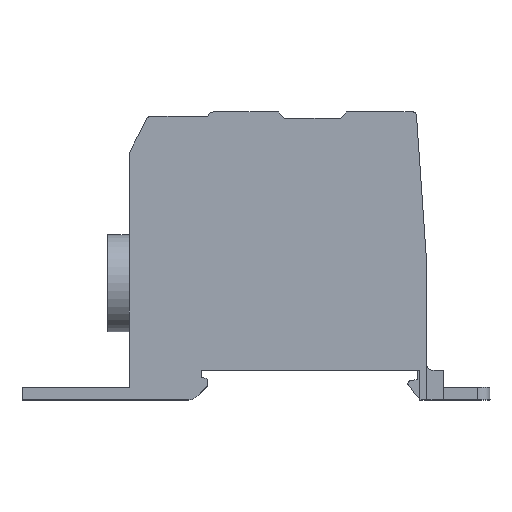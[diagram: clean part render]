
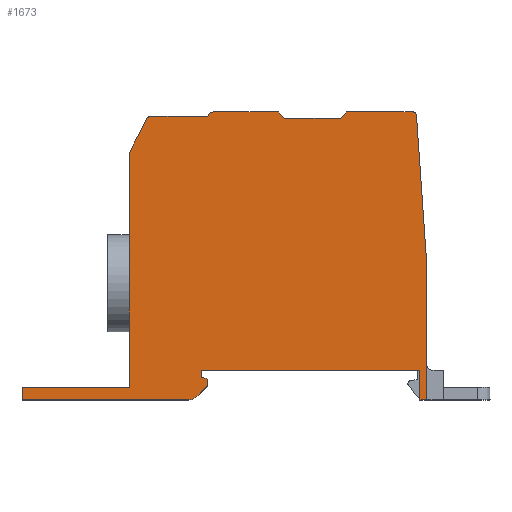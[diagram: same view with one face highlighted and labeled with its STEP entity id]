
A CAD part, top view. The second image highlights one B-rep face of the part: STEP entity #1673.
In plain terms, the highlighted planar face has unit normal (0, 0, 1).
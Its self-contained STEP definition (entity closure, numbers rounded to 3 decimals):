
#27=LINE('',#2415,#192);
#36=LINE('',#2433,#201);
#40=LINE('',#2446,#205);
#42=LINE('',#2450,#207);
#45=LINE('',#2457,#210);
#65=LINE('',#2505,#230);
#68=LINE('',#2512,#233);
#71=LINE('',#2518,#236);
#75=LINE('',#2530,#240);
#78=LINE('',#2536,#243);
#84=LINE('',#2552,#249);
#86=LINE('',#2556,#251);
#89=LINE('',#2562,#254);
#92=LINE('',#2568,#257);
#94=LINE('',#2571,#259);
#141=LINE('',#2682,#306);
#151=LINE('',#2715,#316);
#174=LINE('',#2768,#339);
#177=LINE('',#2774,#342);
#180=LINE('',#2780,#345);
#181=LINE('',#2782,#346);
#182=LINE('',#2784,#347);
#183=LINE('',#2786,#348);
#184=LINE('',#2788,#349);
#192=VECTOR('',#1964,1000.);
#201=VECTOR('',#1975,1000.);
#205=VECTOR('',#1985,1000.);
#207=VECTOR('',#1989,1000.);
#210=VECTOR('',#1994,1000.);
#230=VECTOR('',#2038,1000.);
#233=VECTOR('',#2043,1000.);
#236=VECTOR('',#2048,1000.);
#240=VECTOR('',#2060,1000.);
#243=VECTOR('',#2065,1000.);
#249=VECTOR('',#2079,1000.);
#251=VECTOR('',#2083,1000.);
#254=VECTOR('',#2088,1000.);
#257=VECTOR('',#2093,1000.);
#259=VECTOR('',#2097,1000.);
#306=VECTOR('',#2188,1000.);
#316=VECTOR('',#2232,1000.);
#339=VECTOR('',#2287,1000.);
#342=VECTOR('',#2292,1000.);
#345=VECTOR('',#2297,1000.);
#346=VECTOR('',#2300,1000.);
#347=VECTOR('',#2303,1000.);
#348=VECTOR('',#2306,1000.);
#349=VECTOR('',#2309,1000.);
#789=ORIENTED_EDGE('',*,*,#1043,.F.);
#790=ORIENTED_EDGE('',*,*,#1040,.F.);
#791=ORIENTED_EDGE('',*,*,#1019,.T.);
#792=ORIENTED_EDGE('',*,*,#1047,.T.);
#793=ORIENTED_EDGE('',*,*,#1015,.F.);
#794=ORIENTED_EDGE('',*,*,#1050,.F.);
#795=ORIENTED_EDGE('',*,*,#907,.F.);
#796=ORIENTED_EDGE('',*,*,#880,.F.);
#797=ORIENTED_EDGE('',*,*,#878,.F.);
#798=ORIENTED_EDGE('',*,*,#940,.F.);
#799=ORIENTED_EDGE('',*,*,#935,.F.);
#800=ORIENTED_EDGE('',*,*,#938,.F.);
#801=ORIENTED_EDGE('',*,*,#925,.F.);
#802=ORIENTED_EDGE('',*,*,#922,.F.);
#803=ORIENTED_EDGE('',*,*,#919,.F.);
#804=ORIENTED_EDGE('',*,*,#916,.F.);
#805=ORIENTED_EDGE('',*,*,#913,.F.);
#806=ORIENTED_EDGE('',*,*,#910,.F.);
#807=ORIENTED_EDGE('',*,*,#932,.F.);
#808=ORIENTED_EDGE('',*,*,#930,.F.);
#809=ORIENTED_EDGE('',*,*,#998,.F.);
#810=ORIENTED_EDGE('',*,*,#863,.F.);
#811=ORIENTED_EDGE('',*,*,#872,.F.);
#812=ORIENTED_EDGE('',*,*,#883,.F.);
#813=ORIENTED_EDGE('',*,*,#1013,.F.);
#814=ORIENTED_EDGE('',*,*,#1012,.F.);
#815=ORIENTED_EDGE('',*,*,#1048,.F.);
#816=ORIENTED_EDGE('',*,*,#1046,.F.);
#817=ORIENTED_EDGE('',*,*,#1049,.F.);
#863=EDGE_CURVE('',#1086,#1087,#27,.T.);
#872=EDGE_CURVE('',#1094,#1086,#36,.T.);
#878=EDGE_CURVE('',#1100,#1097,#40,.T.);
#880=EDGE_CURVE('',#1097,#1102,#42,.T.);
#883=EDGE_CURVE('',#1103,#1094,#45,.T.);
#907=EDGE_CURVE('',#1102,#1119,#65,.T.);
#910=EDGE_CURVE('',#1123,#1124,#68,.T.);
#913=EDGE_CURVE('',#1124,#1126,#71,.T.);
#916=EDGE_CURVE('',#1126,#1128,#1241,.T.);
#919=EDGE_CURVE('',#1128,#1130,#75,.T.);
#922=EDGE_CURVE('',#1130,#1132,#78,.T.);
#925=EDGE_CURVE('',#1132,#1134,#1243,.T.);
#930=EDGE_CURVE('',#1137,#1138,#84,.T.);
#932=EDGE_CURVE('',#1138,#1123,#86,.T.);
#935=EDGE_CURVE('',#1139,#1141,#89,.T.);
#938=EDGE_CURVE('',#1134,#1139,#92,.T.);
#940=EDGE_CURVE('',#1141,#1100,#94,.T.);
#998=EDGE_CURVE('',#1087,#1137,#141,.T.);
#1012=EDGE_CURVE('',#1190,#1189,#1259,.T.);
#1013=EDGE_CURVE('',#1189,#1103,#151,.T.);
#1015=EDGE_CURVE('',#1191,#1192,#1260,.T.);
#1019=EDGE_CURVE('',#1193,#1194,#1261,.T.);
#1040=EDGE_CURVE('',#1193,#1205,#174,.T.);
#1043=EDGE_CURVE('',#1205,#1206,#177,.T.);
#1046=EDGE_CURVE('',#1208,#1207,#180,.T.);
#1047=EDGE_CURVE('',#1194,#1192,#181,.T.);
#1048=EDGE_CURVE('',#1207,#1190,#182,.T.);
#1049=EDGE_CURVE('',#1206,#1208,#183,.T.);
#1050=EDGE_CURVE('',#1119,#1191,#184,.T.);
#1086=VERTEX_POINT('',#2414);
#1087=VERTEX_POINT('',#2416);
#1094=VERTEX_POINT('',#2432);
#1097=VERTEX_POINT('',#2440);
#1100=VERTEX_POINT('',#2445);
#1102=VERTEX_POINT('',#2451);
#1103=VERTEX_POINT('',#2455);
#1119=VERTEX_POINT('',#2502);
#1123=VERTEX_POINT('',#2511);
#1124=VERTEX_POINT('',#2513);
#1126=VERTEX_POINT('',#2519);
#1128=VERTEX_POINT('',#2525);
#1130=VERTEX_POINT('',#2531);
#1132=VERTEX_POINT('',#2537);
#1134=VERTEX_POINT('',#2543);
#1137=VERTEX_POINT('',#2551);
#1138=VERTEX_POINT('',#2553);
#1139=VERTEX_POINT('',#2560);
#1141=VERTEX_POINT('',#2563);
#1189=VERTEX_POINT('',#2710);
#1190=VERTEX_POINT('',#2712);
#1191=VERTEX_POINT('',#2718);
#1192=VERTEX_POINT('',#2720);
#1193=VERTEX_POINT('',#2724);
#1194=VERTEX_POINT('',#2726);
#1205=VERTEX_POINT('',#2769);
#1206=VERTEX_POINT('',#2773);
#1207=VERTEX_POINT('',#2777);
#1208=VERTEX_POINT('',#2779);
#1241=CIRCLE('',#1767,0.25);
#1243=CIRCLE('',#1772,2.);
#1259=CIRCLE('',#1815,0.5);
#1260=CIRCLE('',#1818,1.);
#1261=CIRCLE('',#1820,1.);
#1387=EDGE_LOOP('',(#789,#790,#791,#792,#793,#794,#795,#796,#797,#798,#799,
#800,#801,#802,#803,#804,#805,#806,#807,#808,#809,#810,#811,#812,#813,#814,
#815,#816,#817));
#1512=FACE_BOUND('',#1387,.T.);
#1578=PLANE('',#1839);
#1673=ADVANCED_FACE('',(#1512),#1578,.T.);
#1767=AXIS2_PLACEMENT_3D('',#2524,#2054,#2055);
#1772=AXIS2_PLACEMENT_3D('',#2542,#2071,#2072);
#1815=AXIS2_PLACEMENT_3D('',#2713,#2228,#2229);
#1818=AXIS2_PLACEMENT_3D('',#2719,#2236,#2237);
#1820=AXIS2_PLACEMENT_3D('',#2727,#2243,#2244);
#1839=AXIS2_PLACEMENT_3D('',#2789,#2310,#2311);
#1964=DIRECTION('',(0.,-1.,0.));
#1975=DIRECTION('',(0.069,-0.998,0.));
#1985=DIRECTION('',(0.,1.,0.));
#1989=DIRECTION('',(0.447,0.894,0.));
#1994=DIRECTION('',(1.,0.,0.));
#2038=DIRECTION('',(1.,0.,0.));
#2043=DIRECTION('',(0.,-1.,0.));
#2048=DIRECTION('',(0.985,-0.174,0.));
#2054=DIRECTION('',(0.,0.,-1.));
#2055=DIRECTION('',(-1.,0.,0.));
#2060=DIRECTION('',(0.,-1.,0.));
#2065=DIRECTION('',(-0.707,-0.707,0.));
#2071=DIRECTION('',(0.,0.,-1.));
#2072=DIRECTION('',(-1.,0.,0.));
#2079=DIRECTION('',(0.,1.,0.));
#2083=DIRECTION('',(-1.,0.,0.));
#2088=DIRECTION('',(0.,1.,0.));
#2093=DIRECTION('',(-1.,0.,0.));
#2097=DIRECTION('',(1.,0.,0.));
#2188=DIRECTION('',(-1.,0.,0.));
#2228=DIRECTION('',(0.,0.,-1.));
#2229=DIRECTION('',(-1.,0.,0.));
#2232=DIRECTION('',(0.069,-0.998,0.));
#2236=DIRECTION('',(0.,0.,-1.));
#2237=DIRECTION('',(-1.,0.,0.));
#2243=DIRECTION('',(0.,0.,1.));
#2244=DIRECTION('',(1.,0.,0.));
#2287=DIRECTION('',(1.,0.,0.));
#2292=DIRECTION('',(0.707,-0.707,0.));
#2297=DIRECTION('',(0.707,0.707,0.));
#2300=DIRECTION('',(-1.,0.,0.));
#2303=DIRECTION('',(1.,0.,0.));
#2306=DIRECTION('',(1.,0.,0.));
#2309=DIRECTION('',(0.447,0.894,0.));
#2310=DIRECTION('',(0.,0.,1.));
#2311=DIRECTION('',(1.,0.,0.));
#2414=CARTESIAN_POINT('',(15.754,22.226,27.51));
#2415=CARTESIAN_POINT('',(15.754,22.226,27.51));
#2416=CARTESIAN_POINT('',(15.754,0.476,27.51));
#2432=CARTESIAN_POINT('',(14.104,46.226,27.51));
#2433=CARTESIAN_POINT('',(14.104,46.226,27.51));
#2440=CARTESIAN_POINT('',(-32.246,40.226,27.51));
#2445=CARTESIAN_POINT('',(-32.246,2.476,27.51));
#2446=CARTESIAN_POINT('',(-32.246,2.476,27.51));
#2450=CARTESIAN_POINT('',(-32.246,40.226,27.51));
#2451=CARTESIAN_POINT('',(-30.246,44.226,27.51));
#2455=CARTESIAN_POINT('',(14.055,46.226,27.51));
#2457=CARTESIAN_POINT('',(14.104,46.226,27.51));
#2502=CARTESIAN_POINT('',(-30.241,44.226,27.51));
#2505=CARTESIAN_POINT('',(-30.241,44.226,27.51));
#2511=CARTESIAN_POINT('',(-20.646,5.226,27.51));
#2512=CARTESIAN_POINT('',(-20.646,5.226,27.51));
#2513=CARTESIAN_POINT('',(-20.646,4.076,27.51));
#2518=CARTESIAN_POINT('',(-20.646,4.076,27.51));
#2519=CARTESIAN_POINT('',(-19.853,3.936,27.51));
#2524=CARTESIAN_POINT('',(-19.896,3.69,27.51));
#2525=CARTESIAN_POINT('',(-19.646,3.69,27.51));
#2530=CARTESIAN_POINT('',(-19.646,3.69,27.51));
#2531=CARTESIAN_POINT('',(-19.646,2.733,27.51));
#2536=CARTESIAN_POINT('',(-19.646,2.733,27.51));
#2537=CARTESIAN_POINT('',(-21.317,1.062,27.51));
#2542=CARTESIAN_POINT('',(-22.731,2.476,27.51));
#2543=CARTESIAN_POINT('',(-22.731,0.476,27.51));
#2551=CARTESIAN_POINT('',(14.654,0.476,27.51));
#2552=CARTESIAN_POINT('',(14.654,5.226,27.51));
#2553=CARTESIAN_POINT('',(14.654,5.226,27.51));
#2556=CARTESIAN_POINT('',(14.654,5.226,27.51));
#2560=CARTESIAN_POINT('',(-49.546,0.476,27.51));
#2562=CARTESIAN_POINT('',(-49.546,0.476,27.51));
#2563=CARTESIAN_POINT('',(-49.546,2.476,27.51));
#2568=CARTESIAN_POINT('',(-22.731,0.476,27.51));
#2571=CARTESIAN_POINT('',(-49.546,2.476,27.51));
#2682=CARTESIAN_POINT('',(14.654,0.476,27.51));
#2710=CARTESIAN_POINT('',(14.04,46.43,27.51));
#2712=CARTESIAN_POINT('',(13.542,46.896,27.51));
#2713=CARTESIAN_POINT('',(13.542,46.396,27.51));
#2715=CARTESIAN_POINT('',(14.04,46.43,27.51));
#2718=CARTESIAN_POINT('',(-29.513,45.683,27.51));
#2719=CARTESIAN_POINT('',(-28.618,45.236,27.51));
#2720=CARTESIAN_POINT('',(-28.618,46.236,27.51));
#2724=CARTESIAN_POINT('',(-18.648,46.896,27.51));
#2726=CARTESIAN_POINT('',(-19.589,46.236,27.51));
#2727=CARTESIAN_POINT('',(-18.648,45.896,27.51));
#2768=CARTESIAN_POINT('',(-18.648,46.896,27.51));
#2769=CARTESIAN_POINT('',(-8.186,46.896,27.51));
#2773=CARTESIAN_POINT('',(-7.186,45.896,27.51));
#2774=CARTESIAN_POINT('',(-7.186,45.896,27.51));
#2777=CARTESIAN_POINT('',(2.814,46.896,27.51));
#2779=CARTESIAN_POINT('',(1.814,45.896,27.51));
#2780=CARTESIAN_POINT('',(1.814,45.896,27.51));
#2782=CARTESIAN_POINT('',(-19.589,46.236,27.51));
#2784=CARTESIAN_POINT('',(2.814,46.896,27.51));
#2786=CARTESIAN_POINT('',(-7.186,45.896,27.51));
#2788=CARTESIAN_POINT('',(-30.241,44.226,27.51));
#2789=CARTESIAN_POINT('',(13.64,30.386,27.51));
